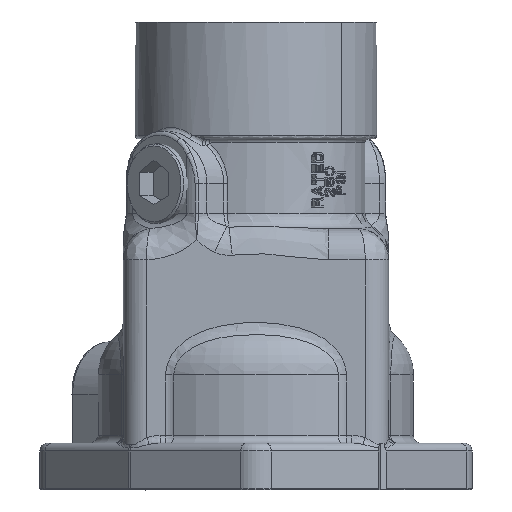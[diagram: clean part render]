
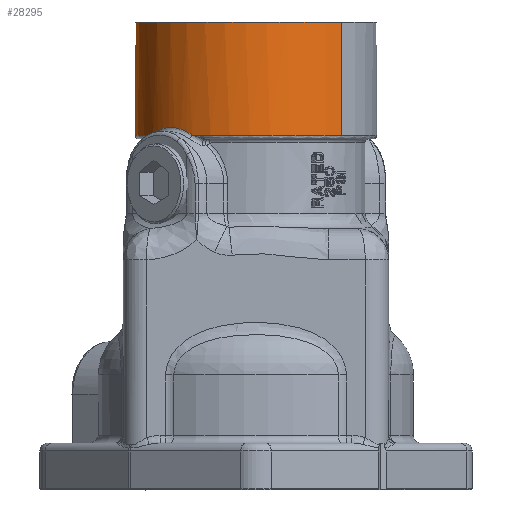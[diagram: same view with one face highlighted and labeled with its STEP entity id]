
A CAD part, front view. The second image highlights one B-rep face of the part: STEP entity #28295.
In plain terms, the highlighted cylindrical face has radius 49.212 mm (diameter 98.425 mm), a partial arc.
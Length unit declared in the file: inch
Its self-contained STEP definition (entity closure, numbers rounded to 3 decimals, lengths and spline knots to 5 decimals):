
#15524=CARTESIAN_POINT('',(0.,0.,7.5));
#15525=DIRECTION('',(0.,0.,-1.));
#15526=DIRECTION('',(0.707,-0.707,0.));
#15527=AXIS2_PLACEMENT_3D('',#15524,#15525,#15526);
#15529=DIRECTION('',(0.,0.,1.));
#15530=VECTOR('',#15529,1.81225);
#15531=CARTESIAN_POINT('',(1.37002,-1.37002,5.68775));
#15532=LINE('',#15531,#15530);
#15533=CARTESIAN_POINT('',(0.,0.,5.68775));
#15534=DIRECTION('',(0.,0.,1.));
#15535=DIRECTION('',(-0.527,-0.85,0.));
#15536=AXIS2_PLACEMENT_3D('',#15533,#15534,#15535);
#15538=CARTESIAN_POINT('',(-1.64656,-1.02115,
5.68775));
#15539=CARTESIAN_POINT('',(-1.62507,-1.0558,
5.71167));
#15540=CARTESIAN_POINT('',(-1.5792,-1.1249,
5.75213));
#15541=CARTESIAN_POINT('',(-1.50112,-1.22726,
5.79241));
#15542=CARTESIAN_POINT('',(-1.41581,-1.32474,
5.81208));
#15543=CARTESIAN_POINT('',(-1.32473,-1.41582,
5.81208));
#15544=CARTESIAN_POINT('',(-1.22724,-1.50113,
5.7924));
#15545=CARTESIAN_POINT('',(-1.12488,-1.57921,
5.75212));
#15546=CARTESIAN_POINT('',(-1.05579,-1.62508,
5.71166));
#15547=CARTESIAN_POINT('',(-1.02115,-1.64656,
5.68775));
#15549=CARTESIAN_POINT('',(0.,0.,5.68775));
#15550=DIRECTION('',(0.,0.,1.));
#15551=DIRECTION('',(-0.707,0.707,0.));
#15552=AXIS2_PLACEMENT_3D('',#15549,#15550,#15551);
#15554=DIRECTION('',(0.,0.,1.));
#15555=VECTOR('',#15554,1.81225);
#15556=CARTESIAN_POINT('',(-1.37002,1.37002,5.68775));
#15557=LINE('',#15556,#15555);
#15590=CARTESIAN_POINT('',(-1.64656,-1.02115,
5.68775));
#20871=VERTEX_POINT('',#15590);
#20873=VERTEX_POINT('',#15547);
#20882=CARTESIAN_POINT('',(-1.37002,1.37002,5.68775));
#20883=VERTEX_POINT('',#20882);
#20884=CARTESIAN_POINT('',(1.37002,-1.37002,5.68775));
#20885=VERTEX_POINT('',#20884);
#22331=CARTESIAN_POINT('',(-1.37002,1.37002,7.5));
#22332=CARTESIAN_POINT('',(1.37002,-1.37002,7.5));
#22333=VERTEX_POINT('',#22331);
#22334=VERTEX_POINT('',#22332);
#28280=CARTESIAN_POINT('',(0.,0.,7.76406));
#28281=DIRECTION('',(0.,0.,-1.));
#28282=DIRECTION('',(0.707,-0.707,0.));
#28283=AXIS2_PLACEMENT_3D('',#28280,#28281,#28282);
#28284=CYLINDRICAL_SURFACE('',#28283,1.9375);
#28285=ORIENTED_EDGE('',*,*,#28269,.F.);
#28286=ORIENTED_EDGE('',*,*,#28258,.F.);
#28287=ORIENTED_EDGE('',*,*,#28135,.F.);
#28289=ORIENTED_EDGE('',*,*,#28288,.F.);
#28291=ORIENTED_EDGE('',*,*,#28290,.F.);
#28292=ORIENTED_EDGE('',*,*,#28252,.T.);
#28293=EDGE_LOOP('',(#28285,#28286,#28287,#28289,#28291,#28292));
#28294=FACE_OUTER_BOUND('',#28293,.F.);
#15528=CIRCLE('',#15527,1.9375);
#15537=CIRCLE('',#15536,1.9375);
#15548=B_SPLINE_CURVE_WITH_KNOTS('',3,(#15538,#15539,#15540,#15541,#15542,
#15543,#15544,#15545,#15546,#15547),.UNSPECIFIED.,.F.,.F.,(4,1,1,1,1,1,1,4),(
0.,0.14286,0.28571,0.42857,0.57143,
0.71429,0.85714,1.),.UNSPECIFIED.);
#15553=CIRCLE('',#15552,1.9375);
#28135=EDGE_CURVE('',#20873,#20885,#15537,.T.);
#28252=EDGE_CURVE('',#20883,#22333,#15557,.T.);
#28258=EDGE_CURVE('',#20885,#22334,#15532,.T.);
#28269=EDGE_CURVE('',#22334,#22333,#15528,.T.);
#28288=EDGE_CURVE('',#20871,#20873,#15548,.T.);
#28290=EDGE_CURVE('',#20883,#20871,#15553,.T.);
#28295=ADVANCED_FACE('',(#28294),#28284,.T.);
